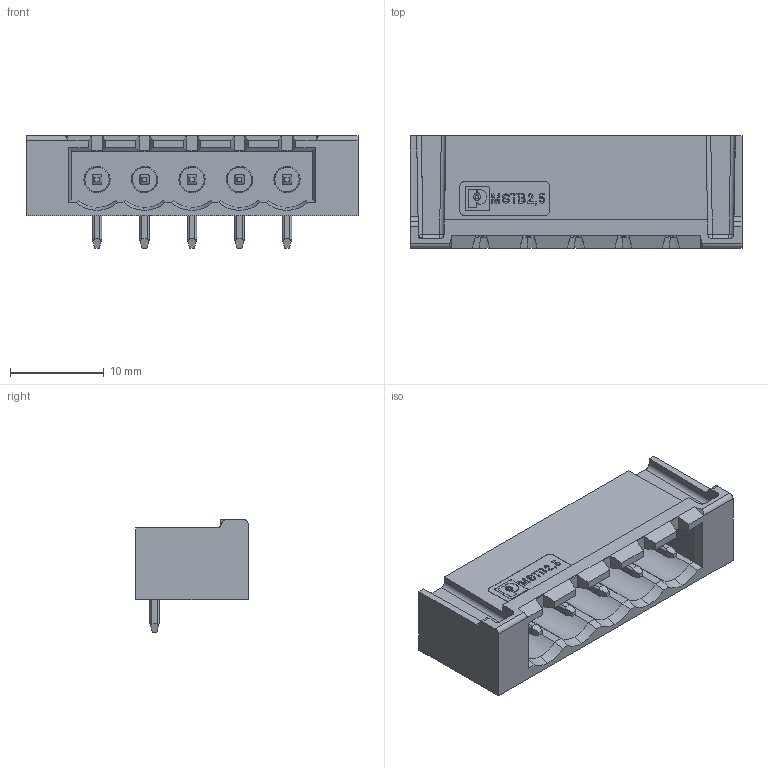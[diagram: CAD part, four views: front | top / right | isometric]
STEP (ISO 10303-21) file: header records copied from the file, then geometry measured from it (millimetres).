
FILE_DESCRIPTION(('STEP AP203'),'1');
FILE_NAME('1809102.stp','2025-07-23T13:51:18',('TraceParts'),('TraceParts S.A.'),'Spatial InterOp 3D',' ',' ');
FILE_SCHEMA(('CONFIG_CONTROL_DESIGN'));
Length unit declared in the file: millimetre
Products named in the file (1): 1
Bounding box: 35.51 x 12 x 12.07 mm (x, y, z)
Volume: 1842 mm3; surface area: 2896.8 mm2
Topology: 6 solids, 6 shells, 811 faces, 2286 edges, 1495 vertices
Faces by surface type: plane 519, cylinder 236, bspline 23, cone 20, sphere 13
Entity records: 41197 total; most frequent: CARTESIAN_POINT 20091, ORIENTED_EDGE 4546, DIRECTION 4210, EDGE_CURVE 2273, LINE 1660, VECTOR 1660, VERTEX_POINT 1495, AXIS2_PLACEMENT_3D 1275
